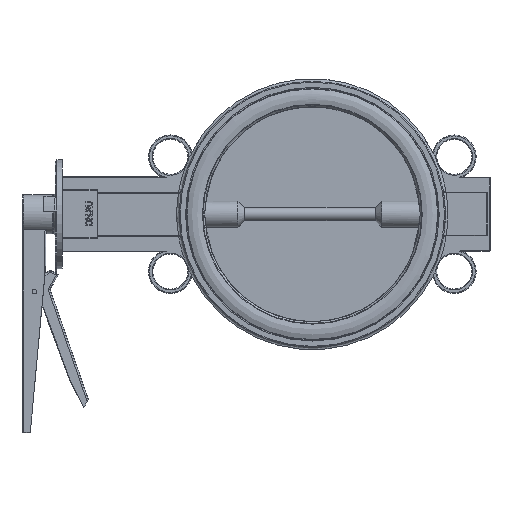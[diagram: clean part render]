
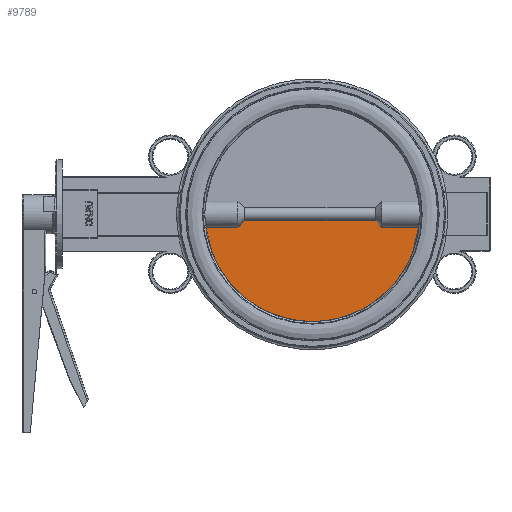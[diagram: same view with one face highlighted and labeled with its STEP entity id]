
A CAD part, left-side view. The second image highlights one B-rep face of the part: STEP entity #9789.
In plain terms, the highlighted face is planar.
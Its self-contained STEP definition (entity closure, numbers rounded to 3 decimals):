
#44=(
BOUNDED_CURVE()
B_SPLINE_CURVE(2,(#17048,#17049,#17050),.UNSPECIFIED.,.F.,.F.)
B_SPLINE_CURVE_WITH_KNOTS((3,3),(13.006,13.794),
 .UNSPECIFIED.)
CURVE()
GEOMETRIC_REPRESENTATION_ITEM()
RATIONAL_B_SPLINE_CURVE((5.746,4.548,3.187))
REPRESENTATION_ITEM('')
);
#46=(
BOUNDED_CURVE()
B_SPLINE_CURVE(2,(#17070,#17071,#17072),.UNSPECIFIED.,.F.,.F.)
B_SPLINE_CURVE_WITH_KNOTS((3,3),(0.698,1.57),
 .UNSPECIFIED.)
CURVE()
GEOMETRIC_REPRESENTATION_ITEM()
RATIONAL_B_SPLINE_CURVE((3.519,5.021,6.344))
REPRESENTATION_ITEM('')
);
#539=CIRCLE('',#10661,122.789);
#1311=FACE_OUTER_BOUND('',#1865,.T.);
#1865=EDGE_LOOP('',(#7258,#7259,#7260,#7261,#7262,#7263));
#2504=LINE('',#17066,#3260);
#2505=LINE('',#17076,#3261);
#2506=LINE('',#17079,#3262);
#3260=VECTOR('',#12305,10.);
#3261=VECTOR('',#12314,10.);
#3262=VECTOR('',#12317,10.);
#4096=VERTEX_POINT('',#17045);
#4097=VERTEX_POINT('',#17047);
#4102=VERTEX_POINT('',#17065);
#4103=VERTEX_POINT('',#17069);
#4104=VERTEX_POINT('',#17075);
#4105=VERTEX_POINT('',#17077);
#5219=EDGE_CURVE('',#4097,#4096,#44,.T.);
#5226=EDGE_CURVE('',#4102,#4097,#2504,.T.);
#5228=EDGE_CURVE('',#4103,#4102,#46,.T.);
#5230=EDGE_CURVE('',#4096,#4104,#2505,.T.);
#5231=EDGE_CURVE('',#4105,#4104,#539,.T.);
#5232=EDGE_CURVE('',#4105,#4103,#2506,.T.);
#7258=ORIENTED_EDGE('',*,*,#5219,.T.);
#7259=ORIENTED_EDGE('',*,*,#5230,.T.);
#7260=ORIENTED_EDGE('',*,*,#5231,.F.);
#7261=ORIENTED_EDGE('',*,*,#5232,.T.);
#7262=ORIENTED_EDGE('',*,*,#5228,.T.);
#7263=ORIENTED_EDGE('',*,*,#5226,.T.);
#8921=PLANE('',#10660);
#9789=ADVANCED_FACE('',(#1311),#8921,.T.);
#10660=AXIS2_PLACEMENT_3D('',#17074,#12312,#12313);
#10661=AXIS2_PLACEMENT_3D('',#17078,#12315,#12316);
#12305=DIRECTION('',(0.,1.,0.));
#12312=DIRECTION('center_axis',(0.,0.,-1.));
#12313=DIRECTION('ref_axis',(-1.,0.,0.));
#12314=DIRECTION('',(0.,1.,0.));
#12315=DIRECTION('center_axis',(0.,0.,1.));
#12316=DIRECTION('ref_axis',(1.,0.,0.));
#12317=DIRECTION('',(0.,1.,0.));
#17045=CARTESIAN_POINT('',(14.886,171.,-41.861));
#17047=CARTESIAN_POINT('',(7.27,163.5,-41.861));
#17048=CARTESIAN_POINT('Ctrl Pts',(7.27,163.5,-41.861));
#17049=CARTESIAN_POINT('Ctrl Pts',(9.809,165.961,-41.861));
#17050=CARTESIAN_POINT('Ctrl Pts',(14.886,171.,-41.861));
#17065=CARTESIAN_POINT('',(7.27,14.,-41.861));
#17066=CARTESIAN_POINT('',(7.27,6.5,-41.861));
#17069=CARTESIAN_POINT('',(14.886,6.5,-41.861));
#17070=CARTESIAN_POINT('Ctrl Pts',(14.886,6.5,-41.861));
#17071=CARTESIAN_POINT('Ctrl Pts',(9.809,11.539,-41.861));
#17072=CARTESIAN_POINT('Ctrl Pts',(7.27,14.,-41.861));
#17074=CARTESIAN_POINT('Origin',(0.,-36.83,-41.861));
#17075=CARTESIAN_POINT('',(14.886,207.843,-41.861));
#17076=CARTESIAN_POINT('',(14.886,171.,-41.861));
#17077=CARTESIAN_POINT('',(14.886,-35.925,-41.861));
#17078=CARTESIAN_POINT('Origin',(0.,85.959,-41.861));
#17079=CARTESIAN_POINT('',(14.886,0.,-41.861));
